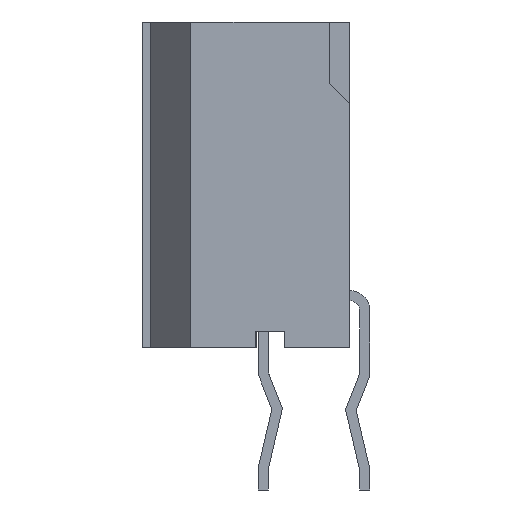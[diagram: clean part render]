
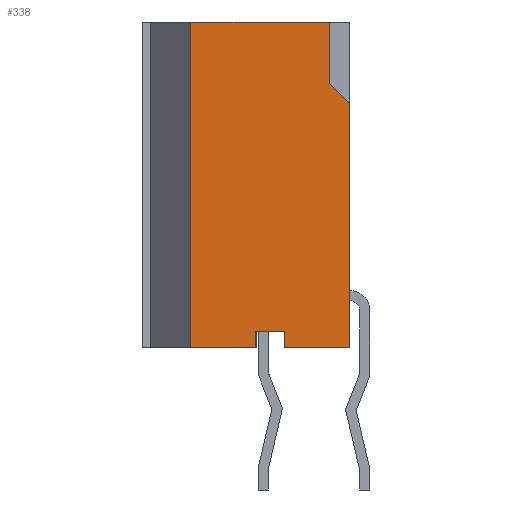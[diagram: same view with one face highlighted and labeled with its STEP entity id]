
A CAD part, left-side view. The second image highlights one B-rep face of the part: STEP entity #338.
In plain terms, the highlighted planar face has unit normal (-1, 0, 0).
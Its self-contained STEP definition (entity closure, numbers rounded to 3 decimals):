
#338=ADVANCED_FACE('',(#1585),#1586,.T.);
#1585=FACE_OUTER_BOUND('',#3563,.T.);
#1586=PLANE('',#3564);
#3563=EDGE_LOOP('',(#7432,#7433,#7434,#7435,#7436,#7437,#7438,#7439,#7440,#7441));
#3564=AXIS2_PLACEMENT_3D('',#7442,#7443,#7444);
#7432=ORIENTED_EDGE('',*,*,#14594,.F.);
#7433=ORIENTED_EDGE('',*,*,#14595,.F.);
#7434=ORIENTED_EDGE('',*,*,#13494,.T.);
#7435=ORIENTED_EDGE('',*,*,#14596,.T.);
#7436=ORIENTED_EDGE('',*,*,#13881,.T.);
#7437=ORIENTED_EDGE('',*,*,#14591,.F.);
#7438=ORIENTED_EDGE('',*,*,#13480,.T.);
#7439=ORIENTED_EDGE('',*,*,#13637,.T.);
#7440=ORIENTED_EDGE('',*,*,#14597,.F.);
#7441=ORIENTED_EDGE('',*,*,#14598,.F.);
#7442=CARTESIAN_POINT('',(-21.7,3.9,-4.0));
#7443=DIRECTION('',(-1.0,0.0,0.0));
#7444=DIRECTION('',(0.0,0.0,1.0));
#13480=EDGE_CURVE('',#16414,#16415,#16416,.T.);
#13494=EDGE_CURVE('',#16443,#16441,#16444,.T.);
#13637=EDGE_CURVE('',#16415,#16726,#16728,.T.);
#13881=EDGE_CURVE('',#17211,#17209,#17212,.T.);
#14591=EDGE_CURVE('',#16414,#17209,#18394,.T.);
#14594=EDGE_CURVE('',#18397,#18398,#18399,.T.);
#14595=EDGE_CURVE('',#16443,#18397,#18400,.T.);
#14596=EDGE_CURVE('',#16441,#17211,#18401,.T.);
#14597=EDGE_CURVE('',#18402,#16726,#18403,.T.);
#14598=EDGE_CURVE('',#18398,#18402,#18404,.T.);
#16414=VERTEX_POINT('',#20958);
#16415=VERTEX_POINT('',#20959);
#16416=LINE('',#20960,#20961);
#16441=VERTEX_POINT('',#20998);
#16443=VERTEX_POINT('',#21001);
#16444=LINE('',#21002,#21003);
#16726=VERTEX_POINT('',#21426);
#16728=LINE('',#21429,#21430);
#17209=VERTEX_POINT('',#22153);
#17211=VERTEX_POINT('',#22156);
#17212=LINE('',#22157,#22158);
#18394=LINE('',#24043,#24044);
#18397=VERTEX_POINT('',#24049);
#18398=VERTEX_POINT('',#24050);
#18399=LINE('',#24051,#24052);
#18400=LINE('',#24053,#24054);
#18401=LINE('',#24055,#24056);
#18402=VERTEX_POINT('',#24057);
#18403=LINE('',#24058,#24059);
#18404=LINE('',#24060,#24061);
#20958=CARTESIAN_POINT('',(-21.7,1.6,-4.0));
#20959=CARTESIAN_POINT('',(-21.7,0.0,-4.0));
#20960=CARTESIAN_POINT('',(-21.7,1.6,-4.0));
#20961=VECTOR('',#28119,1.6);
#20998=CARTESIAN_POINT('',(-21.7,2.3,-4.0));
#21001=CARTESIAN_POINT('',(-21.7,3.9,-4.0));
#21002=CARTESIAN_POINT('',(-21.7,3.9,-4.0));
#21003=VECTOR('',#28133,1.6);
#21426=CARTESIAN_POINT('',(-21.7,0.0,2.0));
#21429=CARTESIAN_POINT('',(-21.7,0.0,-4.0));
#21430=VECTOR('',#28276,6.0);
#22153=CARTESIAN_POINT('',(-21.7,1.6,-3.6));
#22156=CARTESIAN_POINT('',(-21.7,2.3,-3.6));
#22157=CARTESIAN_POINT('',(-21.7,2.3,-3.6));
#22158=VECTOR('',#28520,0.7);
#24043=CARTESIAN_POINT('',(-21.7,1.6,-4.0));
#24044=VECTOR('',#29242,0.4);
#24049=CARTESIAN_POINT('',(-21.7,3.9,4.0));
#24050=CARTESIAN_POINT('',(-21.7,0.5,4.0));
#24051=CARTESIAN_POINT('',(-21.7,3.9,4.0));
#24052=VECTOR('',#29245,3.4);
#24053=CARTESIAN_POINT('',(-21.7,3.9,-4.0));
#24054=VECTOR('',#29246,8.0);
#24055=CARTESIAN_POINT('',(-21.7,2.3,-4.0));
#24056=VECTOR('',#29247,0.4);
#24057=CARTESIAN_POINT('',(-21.7,0.5,2.5));
#24058=CARTESIAN_POINT('',(-21.7,0.5,2.5));
#24059=VECTOR('',#29248,0.707);
#24060=CARTESIAN_POINT('',(-21.7,0.5,4.0));
#24061=VECTOR('',#29249,1.5);
#28119=DIRECTION('',(0.0,-1.0,0.0));
#28133=DIRECTION('',(0.0,-1.0,0.0));
#28276=DIRECTION('',(0.0,0.0,1.0));
#28520=DIRECTION('',(0.0,-1.0,0.0));
#29242=DIRECTION('',(0.0,0.0,1.0));
#29245=DIRECTION('',(0.0,-1.0,0.0));
#29246=DIRECTION('',(0.0,0.0,1.0));
#29247=DIRECTION('',(0.0,0.0,1.0));
#29248=DIRECTION('',(0.0,-0.707,-0.707));
#29249=DIRECTION('',(0.0,0.0,-1.0));
